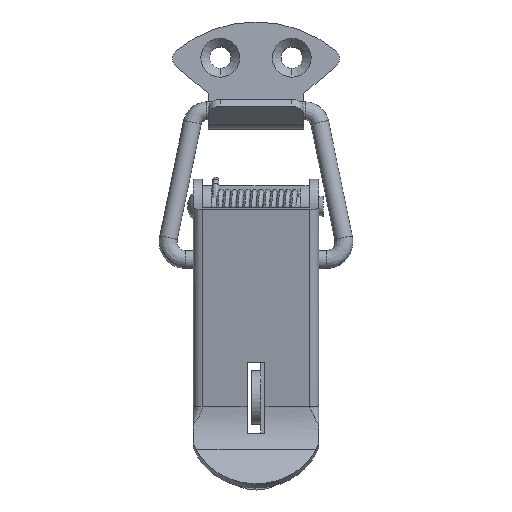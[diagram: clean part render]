
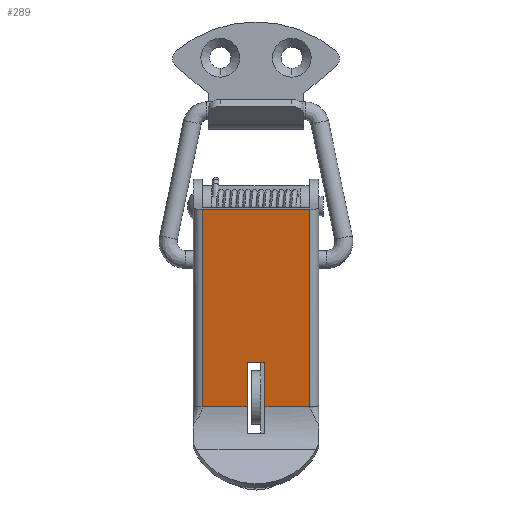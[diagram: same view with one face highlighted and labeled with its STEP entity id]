
A CAD part, front view. The second image highlights one B-rep face of the part: STEP entity #289.
In plain terms, the highlighted face is planar.
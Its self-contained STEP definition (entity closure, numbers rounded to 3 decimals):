
#289=ADVANCED_FACE('',(#724),#723,.T.);
#723=PLANE('',#31866);
#724=FACE_OUTER_BOUND('',#31867,.T.);
#31863=CARTESIAN_POINT('',(-2.302,-10.8,-51.876));
#31864=DIRECTION('',(-0.985,0.,-0.17));
#31865=DIRECTION('',(-0.17,0.,0.985));
#31866=AXIS2_PLACEMENT_3D('',#31863,#31864,#31865);
#31867=EDGE_LOOP('',(#33938,#33939,#33940,#33941,#33942,#33943,#33944,#33945));
#33938=ORIENTED_EDGE('',*,*,#34814,.T.);
#33939=ORIENTED_EDGE('',*,*,#34815,.T.);
#33940=ORIENTED_EDGE('',*,*,#34816,.F.);
#33941=ORIENTED_EDGE('',*,*,#34817,.F.);
#33942=ORIENTED_EDGE('',*,*,#34818,.T.);
#33943=ORIENTED_EDGE('',*,*,#34819,.T.);
#33944=ORIENTED_EDGE('',*,*,#34820,.F.);
#33945=ORIENTED_EDGE('',*,*,#34809,.T.);
#34809=EDGE_CURVE('',#35767,#35753,#35780,.T.);
#34814=EDGE_CURVE('',#35753,#35814,#35815,.T.);
#34815=EDGE_CURVE('',#35814,#35821,#35822,.T.);
#34816=EDGE_CURVE('',#35828,#35821,#35829,.T.);
#34817=EDGE_CURVE('',#35835,#35828,#35836,.T.);
#34818=EDGE_CURVE('',#35835,#35842,#35843,.T.);
#34819=EDGE_CURVE('',#35842,#35849,#35850,.T.);
#34820=EDGE_CURVE('',#35767,#35849,#35856,.T.);
#35753=VERTEX_POINT('',#39105);
#35767=VERTEX_POINT('',#39138);
#35780=LINE('',#39167,#39168);
#35814=VERTEX_POINT('',#39186);
#35815=LINE('',#39187,#39188);
#35821=VERTEX_POINT('',#39190);
#35822=LINE('',#39191,#39192);
#35828=VERTEX_POINT('',#39194);
#35829=LINE('',#39195,#39196);
#35835=VERTEX_POINT('',#39198);
#35836=LINE('',#39199,#39200);
#35842=VERTEX_POINT('',#39202);
#35843=LINE('',#39203,#39204);
#35849=VERTEX_POINT('',#39206);
#35850=LINE('',#39207,#39208);
#35856=LINE('',#39210,#39211);
#39105=CARTESIAN_POINT('',(-2.875,9.,-48.562));
#39138=CARTESIAN_POINT('',(-8.598,9.,-15.429));
#39167=CARTESIAN_POINT('',(-8.598,9.,-15.429));
#39168=VECTOR('',#39169,33.624);
#39169=DIRECTION('',(0.17,0.,-0.985));
#39186=CARTESIAN_POINT('',(-2.875,1.5,-48.562));
#39187=CARTESIAN_POINT('',(-2.875,9.,-48.562));
#39188=VECTOR('',#39189,7.5);
#39189=DIRECTION('',(0.,-1.,0.));
#39190=CARTESIAN_POINT('',(-4.172,1.5,-41.05));
#39191=CARTESIAN_POINT('',(-2.875,1.5,-48.562));
#39192=VECTOR('',#39193,7.624);
#39193=DIRECTION('',(-0.17,0.,0.985));
#39194=CARTESIAN_POINT('',(-4.172,-1.5,-41.05));
#39195=CARTESIAN_POINT('',(-4.172,-1.5,-41.05));
#39196=VECTOR('',#39197,3.);
#39197=DIRECTION('',(0.,1.,0.));
#39198=CARTESIAN_POINT('',(-2.875,-1.5,-48.562));
#39199=CARTESIAN_POINT('',(-2.875,-1.5,-48.562));
#39200=VECTOR('',#39201,7.624);
#39201=DIRECTION('',(-0.17,0.,0.985));
#39202=CARTESIAN_POINT('',(-2.875,-9.,-48.562));
#39203=CARTESIAN_POINT('',(-2.875,-1.5,-48.562));
#39204=VECTOR('',#39205,7.5);
#39205=DIRECTION('',(0.,-1.,0.));
#39206=CARTESIAN_POINT('',(-8.598,-9.,-15.429));
#39207=CARTESIAN_POINT('',(-2.875,-9.,-48.562));
#39208=VECTOR('',#39209,33.624);
#39209=DIRECTION('',(-0.17,0.,0.985));
#39210=CARTESIAN_POINT('',(-8.598,9.,-15.429));
#39211=VECTOR('',#39212,18.);
#39212=DIRECTION('',(0.,-1.,0.));
